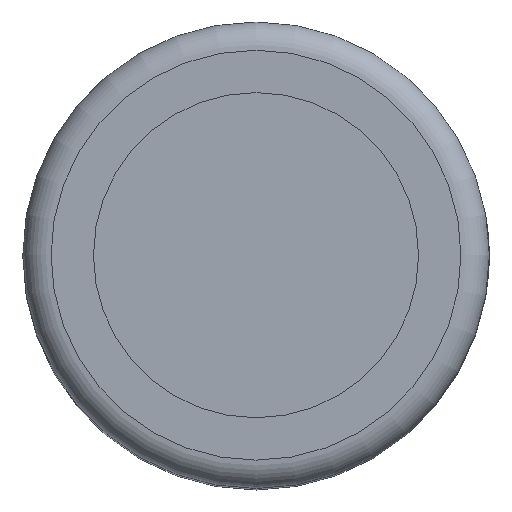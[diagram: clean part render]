
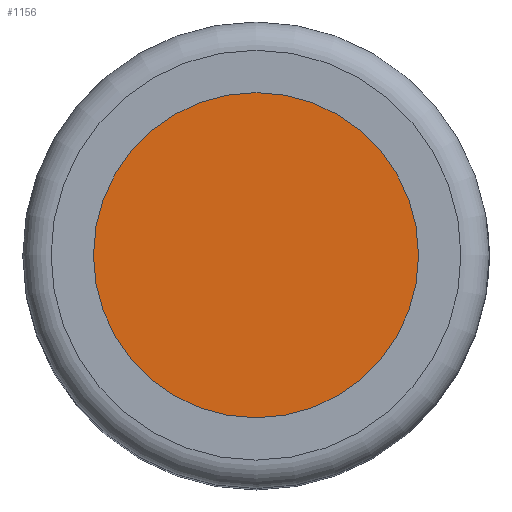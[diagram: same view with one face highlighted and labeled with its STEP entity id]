
A CAD part, top view. The second image highlights one B-rep face of the part: STEP entity #1156.
In plain terms, the highlighted planar face has unit normal (0, 0, 1).
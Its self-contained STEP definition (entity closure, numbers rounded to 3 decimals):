
#226=PLANE($,#1283);
#311=FACE_OUTER_BOUND($,#400,.T.);
#400=EDGE_LOOP($,(#884));
#494=CIRCLE($,#1281,5.758);
#570=VERTEX_POINT($,#1875);
#690=EDGE_CURVE($,#570,#570,#494,.T.);
#884=ORIENTED_EDGE($,*,*,#690,.T.);
#1156=ADVANCED_FACE($,(#311),#226,.T.);
#1281=AXIS2_PLACEMENT_3D($,#1876,#1499,#1500);
#1283=AXIS2_PLACEMENT_3D($,#1878,#1503,#1504);
#1499=DIRECTION('center_axis',(0.,0.,1.));
#1500=DIRECTION('ref_axis',(1.,0.,0.));
#1503=DIRECTION('center_axis',(0.,0.,1.));
#1504=DIRECTION('ref_axis',(1.,0.,0.));
#1875=CARTESIAN_POINT('',(5.758,0.,32.7));
#1876=CARTESIAN_POINT('Origin',(0.,0.,32.7));
#1878=CARTESIAN_POINT('Origin',(0.,0.,32.7));
